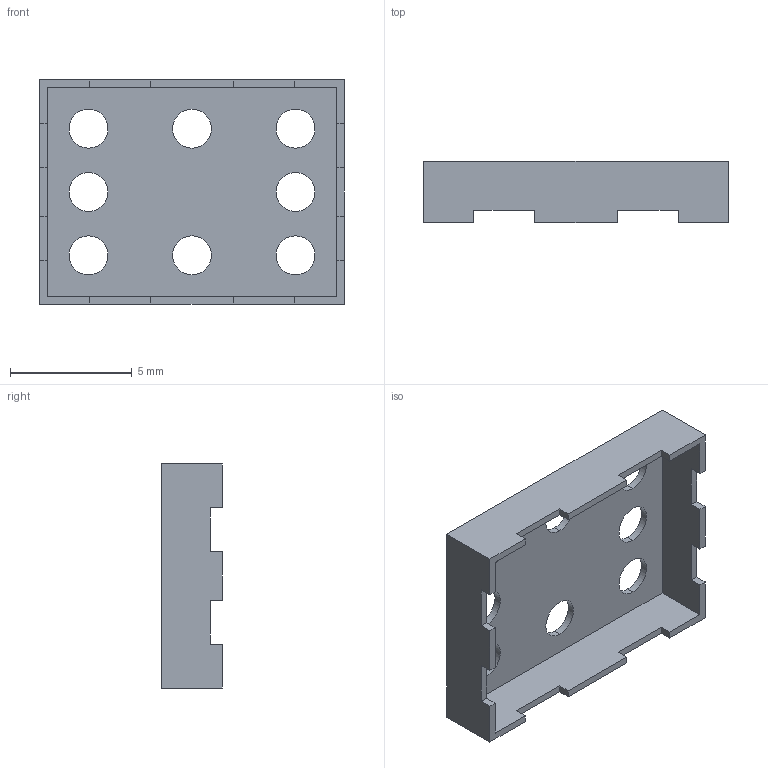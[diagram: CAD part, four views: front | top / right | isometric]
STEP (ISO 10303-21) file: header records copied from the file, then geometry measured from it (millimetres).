
FILE_DESCRIPTION (( 'STEP AP203' ), '1' );
FILE_NAME ('GearV2MainRevBShield.STEP', '2020-11-12T17:37:47', ( '' ), ( '' ), 'SwSTEP 2.0', 'SolidWorks 2020', '' );
FILE_SCHEMA (( 'CONFIG_CONTROL_DESIGN' ));
Length unit declared in the file: millimetre
Products named in the file (1): GearV2MainRevBShield
Bounding box: 12.5 x 2.5 x 9.2 mm (x, y, z)
Volume: 54.9 mm3; surface area: 393.8 mm2
Topology: 1 solids, 1 shells, 58 faces, 168 edges, 112 vertices
Faces by surface type: plane 42, cylinder 16
Entity records: 2013 total; most frequent: CARTESIAN_POINT 339, ORIENTED_EDGE 336, DIRECTION 318, EDGE_CURVE 168, VECTOR 136, LINE 136, VERTEX_POINT 112, AXIS2_PLACEMENT_3D 91
